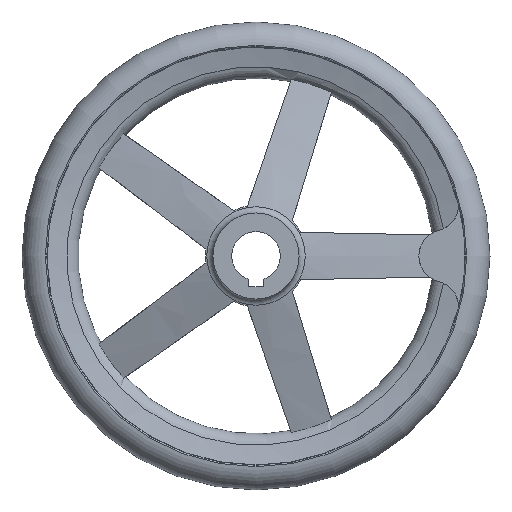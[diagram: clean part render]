
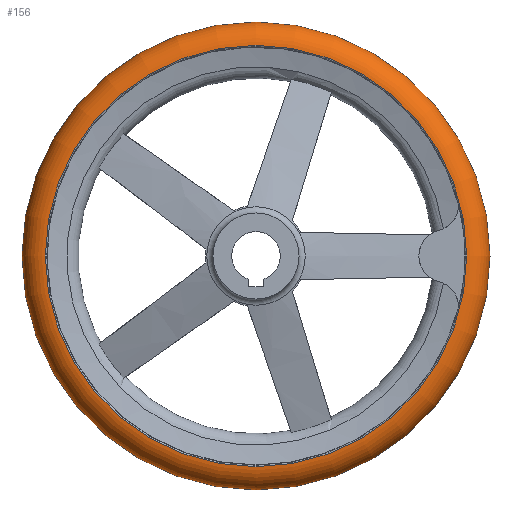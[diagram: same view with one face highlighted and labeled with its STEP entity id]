
A CAD part, front view. The second image highlights one B-rep face of the part: STEP entity #156.
In plain terms, the highlighted toroidal (fillet/blend) face has major radius 112 mm and minor radius 13 mm.
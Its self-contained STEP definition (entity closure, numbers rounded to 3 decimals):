
#156 = ADVANCED_FACE( '', ( #325, #326, #327 ), #328, .T. );
#325 = FACE_BOUND( '', #497, .T. );
#326 = FACE_OUTER_BOUND( '', #498, .T. );
#327 = FACE_OUTER_BOUND( '', #499, .T. );
#328 = TOROIDAL_SURFACE( '', #500, 112., 13. );
#497 = VERTEX_LOOP( '', #902 );
#498 = EDGE_LOOP( '', ( #903 ) );
#499 = EDGE_LOOP( '', ( #904 ) );
#500 = AXIS2_PLACEMENT_3D( '', #905, #906, #907 );
#902 = VERTEX_POINT( '', #1134 );
#903 = ORIENTED_EDGE( '', *, *, #1099, .T. );
#904 = ORIENTED_EDGE( '', *, *, #1135, .F. );
#905 = CARTESIAN_POINT( '', ( 0., 37., 0. ) );
#906 = DIRECTION( '', ( 0., -1., 0. ) );
#907 = DIRECTION( '', ( 0., 0., -1. ) );
#1099 = EDGE_CURVE( '', #1352, #1352, #1353, .T. );
#1134 = CARTESIAN_POINT( '', ( 0., 37., -125. ) );
#1135 = EDGE_CURVE( '', #1396, #1396, #1397, .T. );
#1352 = VERTEX_POINT( '', #2062 );
#1353 = CIRCLE( '', #2063, 112.542 );
#1396 = VERTEX_POINT( '', #2255 );
#1397 = CIRCLE( '', #2256, 112.542 );
#2062 = CARTESIAN_POINT( '', ( 0., 49.989, -112.542 ) );
#2063 = AXIS2_PLACEMENT_3D( '', #2402, #2403, #2404 );
#2255 = CARTESIAN_POINT( '', ( 0., 24.011, -112.542 ) );
#2256 = AXIS2_PLACEMENT_3D( '', #2433, #2434, #2435 );
#2402 = CARTESIAN_POINT( '', ( 0., 49.989, 0. ) );
#2403 = DIRECTION( '', ( 0., -1., 0. ) );
#2404 = DIRECTION( '', ( 0., 0., -1. ) );
#2433 = CARTESIAN_POINT( '', ( 0., 24.011, 0. ) );
#2434 = DIRECTION( '', ( 0., -1., 0. ) );
#2435 = DIRECTION( '', ( 0., 0., -1. ) );
